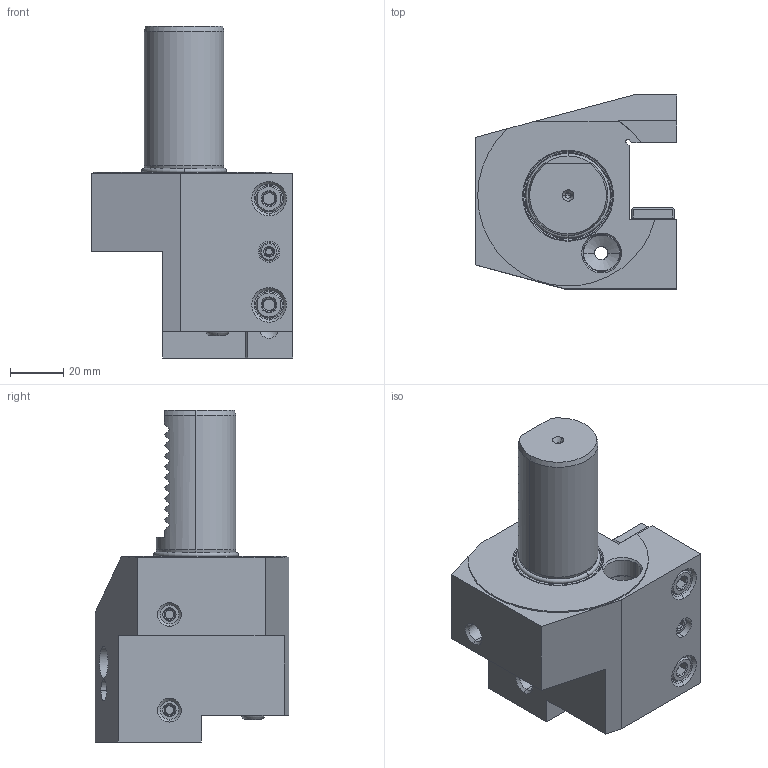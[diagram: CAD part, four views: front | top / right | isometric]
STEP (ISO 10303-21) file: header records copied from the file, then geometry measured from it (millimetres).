
FILE_DESCRIPTION((''),'2;1');
FILE_NAME('309_44_20_IK','2020-11-09T',('101107'),(''),'CREO PARAMETRIC BY PTC INC, 2016260','CREO PARAMETRIC BY PTC INC, 2016260','');
FILE_SCHEMA(('CONFIG_CONTROL_DESIGN'));
Length unit declared in the file: millimetre
Products named in the file (1): 309_44_20_IK
Bounding box: 76 x 73 x 125 mm (x, y, z)
Volume: 259838.8 mm3; surface area: 42357.7 mm2
Topology: 1 solids, 4 shells, 400 faces, 947 edges, 584 vertices
Faces by surface type: plane 166, cone 137, cylinder 78, torus 6, revolution 5, sphere 4, bspline 4
Entity records: 13561 total; most frequent: CARTESIAN_POINT 4480, ORIENTED_EDGE 1886, DIRECTION 1846, EDGE_CURVE 943, AXIS2_PLACEMENT_3D 714, VERTEX_POINT 584, EDGE_LOOP 445, VECTOR 413
